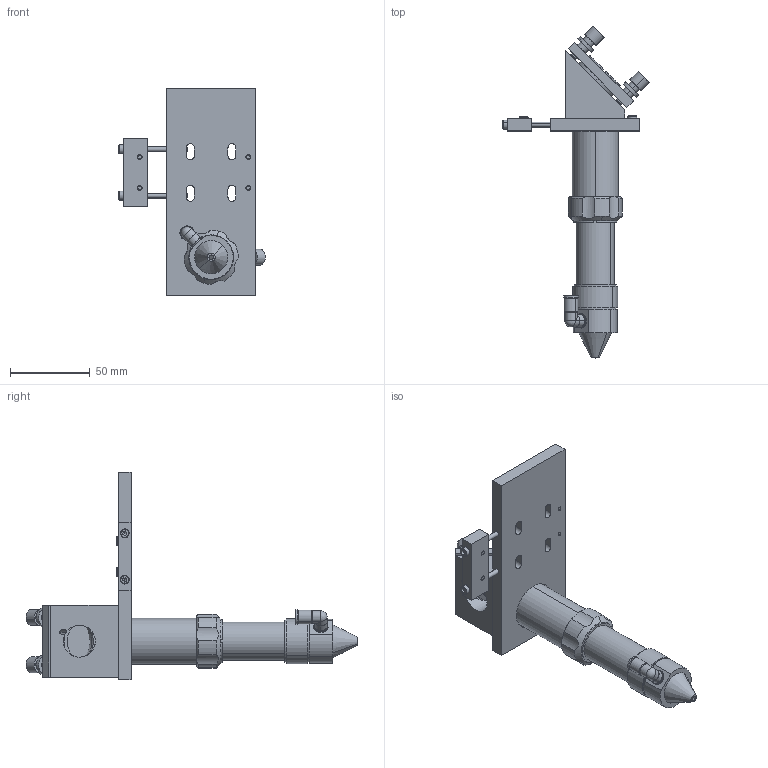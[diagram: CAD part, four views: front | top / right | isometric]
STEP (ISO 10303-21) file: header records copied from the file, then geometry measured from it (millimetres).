
FILE_DESCRIPTION (( 'STEP AP214' ), '1' );
FILE_NAME ('Laser head.STEP', '2016-07-25T21:59:07', ( '' ), ( '' ), 'SwSTEP 2.0', 'SolidWorks 2016', '' );
FILE_SCHEMA (( 'AUTOMOTIVE_DESIGN' ));
Length unit declared in the file: millimetre
Products named in the file (22): socket head cap screw_am_B18.3.1M - 3 x 0.5 x 40 Hex SHCS -- 18NHX; Floating cable clamp; Laser head mount plate; Knurled knob with locknut; Laser head mirror holder; Laser head tube 1; Laser head body; Nozzle with push-in connector; socket head cap screw_am_B18.3.1M - 3 x 0.5 x 6 Hex SHCS -- 6NHX; Tube clamp nut; Laser head; pqm-me05n; Laser head tip; Laser head tube1; Lens screw; Locknut; Cable clamp; Mirror screw; Knurled knob
Assembly tree (29 placements, depth 4):
  Laser head
    Laser head body
    Laser head mirror holder
      Laser head mirror holder
      Knurled knob with locknut  x3
        Knurled knob
        Locknut
      Mirror screw
    Tube clamp nut
    Laser head mount plate
      Laser head mount plate
      Cable clamp
      Floating cable clamp
        Floating cable clamp
        Cable clamp
        socket head cap screw_am_B18.3.1M - 3 x 0.5 x 6 Hex SHCS -- 6NHX  x2
      socket head cap screw_am_B18.3.1M - 3 x 0.5 x 6 Hex SHCS -- 6NHX  x2
      socket head cap screw_am_B18.3.1M - 3 x 0.5 x 40 Hex SHCS -- 18NHX  x2
    Laser head tube1
      Laser head tube 1
      Lens screw  x2
      Nozzle with push-in connector
        Laser head tip
        pqm-me05n
Bounding box: 91.79 x 207.65 x 130 mm (x, y, z)
Volume: 141512.9 mm3; surface area: 75511.9 mm2
Topology: 25 solids, 25 shells, 547 faces, 1295 edges, 803 vertices
Faces by surface type: plane 224, cylinder 220, cone 83, torus 12, sphere 8
Entity records: 12835 total; most frequent: CARTESIAN_POINT 2380, DIRECTION 2105, ORIENTED_EDGE 1824, EDGE_CURVE 912, AXIS2_PLACEMENT_3D 839, VERTEX_POINT 584, EDGE_LOOP 468, LINE 427
